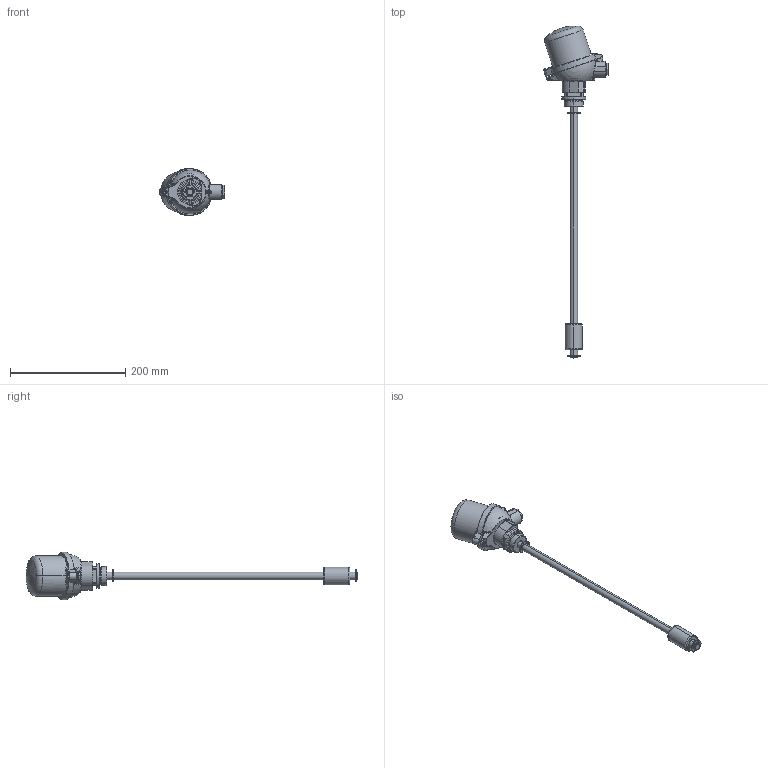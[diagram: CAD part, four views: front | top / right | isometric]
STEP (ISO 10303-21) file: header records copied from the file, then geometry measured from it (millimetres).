
FILE_DESCRIPTION (( 'STEP AP214' ), '1' );
FILE_NAME ('IMRET.STEP', '2020-02-13T09:52:56', ( '' ), ( '' ), 'SwSTEP 2.0', 'SolidWorks 2019', '' );
FILE_SCHEMA (( 'AUTOMOTIVE_DESIGN' ));
Length unit declared in the file: millimetre
Products named in the file (1): IMRET
Bounding box: 113.54 x 576.13 x 81.79 mm (x, y, z)
Surface area: 69742.2 mm2 (no closed solid volume)
Topology: 0 solids, 15 shells, 350 faces, 1090 edges, 705 vertices
Faces by surface type: cylinder 135, plane 105, bspline 50, torus 38, sphere 16, cone 6
Entity records: 18645 total; most frequent: CARTESIAN_POINT 5510, DIRECTION 1981, ORIENTED_EDGE 1788, EDGE_CURVE 1080, AXIS2_PLACEMENT_3D 778, VERTEX_POINT 705, CIRCLE 477, LINE 425
